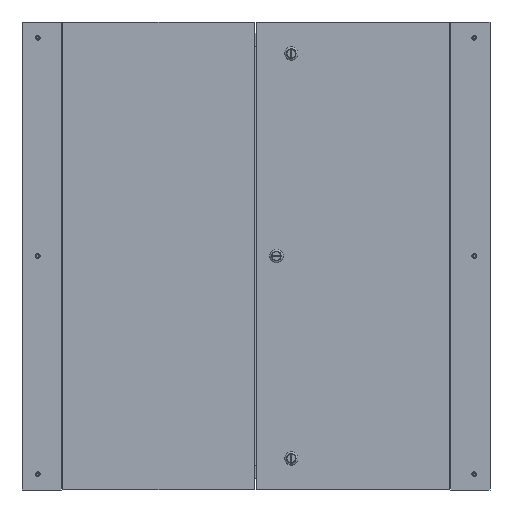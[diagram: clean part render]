
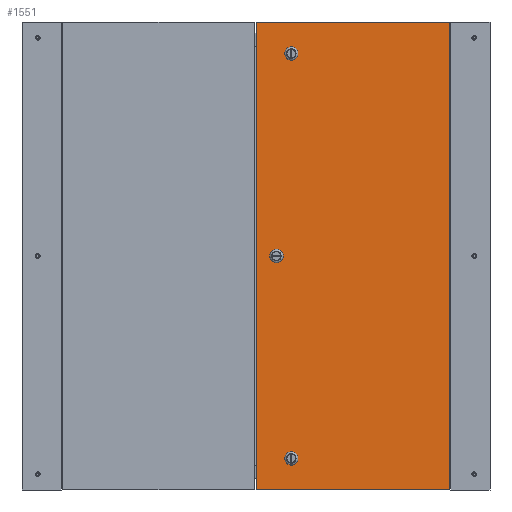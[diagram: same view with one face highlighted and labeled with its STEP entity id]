
A CAD part, front view. The second image highlights one B-rep face of the part: STEP entity #1551.
In plain terms, the highlighted planar face has unit normal (0, -1, 0).
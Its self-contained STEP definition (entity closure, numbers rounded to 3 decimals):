
#1551 = ADVANCED_FACE( '', ( #3214, #3215, #3216, #3217 ), #3218, .T. );
#3214 = FACE_BOUND( '', #12091, .T. );
#3215 = FACE_BOUND( '', #12092, .T. );
#3216 = FACE_BOUND( '', #12093, .T. );
#3217 = FACE_OUTER_BOUND( '', #12094, .T. );
#3218 = PLANE( '', #12095 );
#12091 = EDGE_LOOP( '', ( #35818, #35819, #35820, #35821 ) );
#12092 = EDGE_LOOP( '', ( #35822, #35823, #35824, #35825 ) );
#12093 = EDGE_LOOP( '', ( #35826, #35827, #35828, #35829 ) );
#12094 = EDGE_LOOP( '', ( #35830, #35831, #35832, #35833 ) );
#12095 = AXIS2_PLACEMENT_3D( '', #35834, #35835, #35836 );
#35818 = ORIENTED_EDGE( '', *, *, #39951, .F. );
#35819 = ORIENTED_EDGE( '', *, *, #39952, .F. );
#35820 = ORIENTED_EDGE( '', *, *, #39953, .F. );
#35821 = ORIENTED_EDGE( '', *, *, #39954, .F. );
#35822 = ORIENTED_EDGE( '', *, *, #39955, .F. );
#35823 = ORIENTED_EDGE( '', *, *, #38888, .F. );
#35824 = ORIENTED_EDGE( '', *, *, #39274, .F. );
#35825 = ORIENTED_EDGE( '', *, *, #39956, .F. );
#35826 = ORIENTED_EDGE( '', *, *, #39957, .F. );
#35827 = ORIENTED_EDGE( '', *, *, #39958, .F. );
#35828 = ORIENTED_EDGE( '', *, *, #39959, .F. );
#35829 = ORIENTED_EDGE( '', *, *, #39768, .F. );
#35830 = ORIENTED_EDGE( '', *, *, #39960, .T. );
#35831 = ORIENTED_EDGE( '', *, *, #39961, .T. );
#35832 = ORIENTED_EDGE( '', *, *, #39962, .T. );
#35833 = ORIENTED_EDGE( '', *, *, #39963, .T. );
#35834 = CARTESIAN_POINT( '', ( 0., 0., 0. ) );
#35835 = DIRECTION( '', ( 0., -1., 0. ) );
#35836 = DIRECTION( '', ( 0., 0., -1. ) );
#38888 = EDGE_CURVE( '', #40938, #40940, #40941, .T. );
#39274 = EDGE_CURVE( '', #41609, #40938, #41611, .T. );
#39768 = EDGE_CURVE( '', #42409, #42411, #42412, .T. );
#39951 = EDGE_CURVE( '', #42687, #42688, #42689, .T. );
#39952 = EDGE_CURVE( '', #42690, #42687, #42691, .T. );
#39953 = EDGE_CURVE( '', #42692, #42690, #42693, .T. );
#39954 = EDGE_CURVE( '', #42688, #42692, #42694, .T. );
#39955 = EDGE_CURVE( '', #40940, #42695, #42696, .T. );
#39956 = EDGE_CURVE( '', #42695, #41609, #42697, .T. );
#39957 = EDGE_CURVE( '', #42698, #42409, #42699, .T. );
#39958 = EDGE_CURVE( '', #42700, #42698, #42701, .T. );
#39959 = EDGE_CURVE( '', #42411, #42700, #42702, .T. );
#39960 = EDGE_CURVE( '', #42703, #42704, #42705, .T. );
#39961 = EDGE_CURVE( '', #42704, #42706, #42707, .T. );
#39962 = EDGE_CURVE( '', #42706, #42708, #42709, .T. );
#39963 = EDGE_CURVE( '', #42708, #42703, #42710, .T. );
#40938 = VERTEX_POINT( '', #43997 );
#40940 = VERTEX_POINT( '', #44000 );
#40941 = LINE( '', #44001, #44002 );
#41609 = VERTEX_POINT( '', #45435 );
#41611 = CIRCLE( '', #45438, 9.716 );
#42409 = VERTEX_POINT( '', #47220 );
#42411 = VERTEX_POINT( '', #47223 );
#42412 = LINE( '', #47224, #47225 );
#42687 = VERTEX_POINT( '', #47788 );
#42688 = VERTEX_POINT( '', #47789 );
#42689 = LINE( '', #47790, #47791 );
#42690 = VERTEX_POINT( '', #47792 );
#42691 = CIRCLE( '', #47793, 9.716 );
#42692 = VERTEX_POINT( '', #47794 );
#42693 = LINE( '', #47795, #47796 );
#42694 = CIRCLE( '', #47797, 9.716 );
#42695 = VERTEX_POINT( '', #47798 );
#42696 = CIRCLE( '', #47799, 9.716 );
#42697 = LINE( '', #47800, #47801 );
#42698 = VERTEX_POINT( '', #47802 );
#42699 = CIRCLE( '', #47803, 9.716 );
#42700 = VERTEX_POINT( '', #47804 );
#42701 = LINE( '', #47805, #47806 );
#42702 = CIRCLE( '', #47807, 9.716 );
#42703 = VERTEX_POINT( '', #47808 );
#42704 = VERTEX_POINT( '', #47809 );
#42705 = LINE( '', #47810, #47811 );
#42706 = VERTEX_POINT( '', #47812 );
#42707 = LINE( '', #47813, #47814 );
#42708 = VERTEX_POINT( '', #47815 );
#42709 = LINE( '', #47816, #47817 );
#42710 = LINE( '', #47818, #47819 );
#43997 = CARTESIAN_POINT( '', ( 110.097, 0., -337.947 ) );
#44000 = CARTESIAN_POINT( '', ( 99.453, 0., -337.947 ) );
#44001 = CARTESIAN_POINT( '', ( 99.453, 0., -337.947 ) );
#44002 = VECTOR( '', #50335, 1000. );
#45435 = CARTESIAN_POINT( '', ( 110.097, 0., -354.203 ) );
#45438 = AXIS2_PLACEMENT_3D( '', #50731, #50732, #50733 );
#47220 = CARTESIAN_POINT( '', ( 122.047, 0., 5.322 ) );
#47223 = CARTESIAN_POINT( '', ( 122.047, 0., -5.322 ) );
#47224 = CARTESIAN_POINT( '', ( 122.047, 0., 5.322 ) );
#47225 = VECTOR( '', #51285, 1000. );
#47788 = CARTESIAN_POINT( '', ( 110.097, 0., 354.203 ) );
#47789 = CARTESIAN_POINT( '', ( 99.453, 0., 354.203 ) );
#47790 = CARTESIAN_POINT( '', ( 110.097, 0., 354.203 ) );
#47791 = VECTOR( '', #51486, 1000. );
#47792 = CARTESIAN_POINT( '', ( 110.097, 0., 337.947 ) );
#47793 = AXIS2_PLACEMENT_3D( '', #51487, #51488, #51489 );
#47794 = CARTESIAN_POINT( '', ( 99.453, 0., 337.947 ) );
#47795 = CARTESIAN_POINT( '', ( 99.453, 0., 337.947 ) );
#47796 = VECTOR( '', #51490, 1000. );
#47797 = AXIS2_PLACEMENT_3D( '', #51491, #51492, #51493 );
#47798 = CARTESIAN_POINT( '', ( 99.453, 0., -354.203 ) );
#47799 = AXIS2_PLACEMENT_3D( '', #51494, #51495, #51496 );
#47800 = CARTESIAN_POINT( '', ( 99.453, 0., -354.203 ) );
#47801 = VECTOR( '', #51497, 1000. );
#47802 = CARTESIAN_POINT( '', ( 138.303, 0., 5.322 ) );
#47803 = AXIS2_PLACEMENT_3D( '', #51498, #51499, #51500 );
#47804 = CARTESIAN_POINT( '', ( 138.303, 0., -5.322 ) );
#47805 = CARTESIAN_POINT( '', ( 138.303, 0., 5.322 ) );
#47806 = VECTOR( '', #51501, 1000. );
#47807 = AXIS2_PLACEMENT_3D( '', #51502, #51503, #51504 );
#47808 = CARTESIAN_POINT( '', ( -165.1, 0., 400.05 ) );
#47809 = CARTESIAN_POINT( '', ( -165.1, 0., -400.05 ) );
#47810 = CARTESIAN_POINT( '', ( -165.1, 0., 400.05 ) );
#47811 = VECTOR( '', #51505, 1000. );
#47812 = CARTESIAN_POINT( '', ( 165.1, 0., -400.05 ) );
#47813 = CARTESIAN_POINT( '', ( -165.1, 0., -400.05 ) );
#47814 = VECTOR( '', #51506, 1000. );
#47815 = CARTESIAN_POINT( '', ( 165.1, 0., 400.05 ) );
#47816 = CARTESIAN_POINT( '', ( 165.1, 0., -400.05 ) );
#47817 = VECTOR( '', #51507, 1000. );
#47818 = CARTESIAN_POINT( '', ( 165.1, 0., 400.05 ) );
#47819 = VECTOR( '', #51508, 1000. );
#50335 = DIRECTION( '', ( -1., 0., 0. ) );
#50731 = CARTESIAN_POINT( '', ( 104.775, 0., -346.075 ) );
#50732 = DIRECTION( '', ( 0., -1., 0. ) );
#50733 = DIRECTION( '', ( 0., 0., 1. ) );
#51285 = DIRECTION( '', ( 0., 0., -1. ) );
#51486 = DIRECTION( '', ( -1., 0., 0. ) );
#51487 = CARTESIAN_POINT( '', ( 104.775, 0., 346.075 ) );
#51488 = DIRECTION( '', ( 0., -1., 0. ) );
#51489 = DIRECTION( '', ( 0., 0., -1. ) );
#51490 = DIRECTION( '', ( 1., 0., 0. ) );
#51491 = CARTESIAN_POINT( '', ( 104.775, 0., 346.075 ) );
#51492 = DIRECTION( '', ( 0., -1., 0. ) );
#51493 = DIRECTION( '', ( 0., 0., -1. ) );
#51494 = CARTESIAN_POINT( '', ( 104.775, 0., -346.075 ) );
#51495 = DIRECTION( '', ( 0., -1., 0. ) );
#51496 = DIRECTION( '', ( 0., 0., 1. ) );
#51497 = DIRECTION( '', ( 1., 0., 0. ) );
#51498 = CARTESIAN_POINT( '', ( 130.175, 0., 0. ) );
#51499 = DIRECTION( '', ( 0., -1., 0. ) );
#51500 = DIRECTION( '', ( 1., 0., 0. ) );
#51501 = DIRECTION( '', ( 0., 0., 1. ) );
#51502 = CARTESIAN_POINT( '', ( 130.175, 0., 0. ) );
#51503 = DIRECTION( '', ( 0., -1., 0. ) );
#51504 = DIRECTION( '', ( 1., 0., 0. ) );
#51505 = DIRECTION( '', ( 0., 0., -1. ) );
#51506 = DIRECTION( '', ( 1., 0., 0. ) );
#51507 = DIRECTION( '', ( 0., 0., 1. ) );
#51508 = DIRECTION( '', ( -1., 0., 0. ) );
